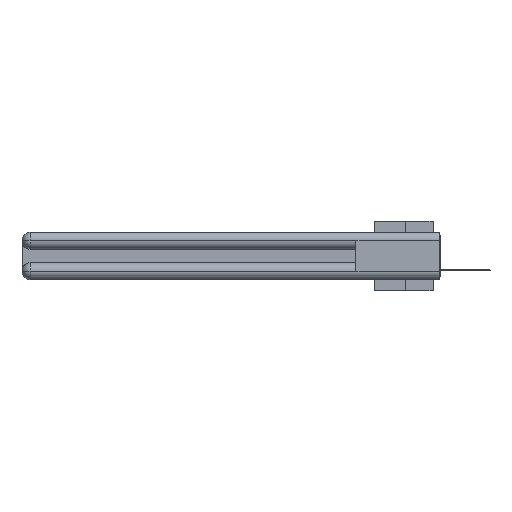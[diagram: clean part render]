
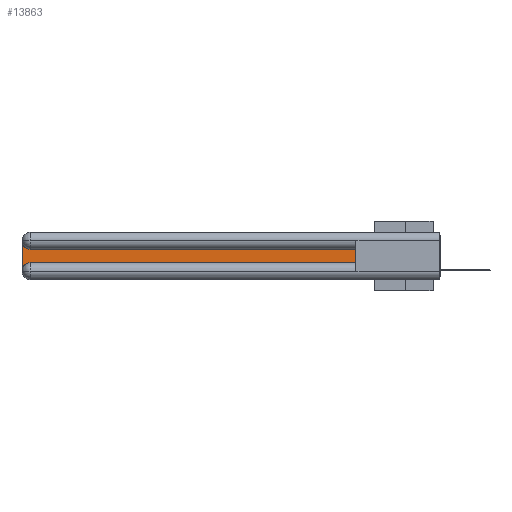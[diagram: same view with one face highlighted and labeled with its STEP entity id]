
A CAD part, left-side view. The second image highlights one B-rep face of the part: STEP entity #13863.
In plain terms, the highlighted planar face has unit normal (-1, 0, 0).
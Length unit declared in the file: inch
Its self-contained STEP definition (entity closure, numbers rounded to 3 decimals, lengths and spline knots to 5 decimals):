
#3408 = VECTOR ( 'NONE', #4769, 39.37008 ) ;
#3606 = VERTEX_POINT ( 'NONE', #34363 ) ;
#3733 = CIRCLE ( 'NONE', #5229, 0.06 ) ;
#4106 = PLANE ( 'NONE',  #31296 ) ;
#4769 = DIRECTION ( 'NONE',  ( 0., 0., 1. ) ) ;
#4994 = EDGE_CURVE ( 'NONE', #3606, #29112, #3733, .T. ) ;
#5229 = AXIS2_PLACEMENT_3D ( 'NONE', #6171, #22842, #8983 ) ;
#5264 = LINE ( 'NONE', #30664, #26374 ) ;
#5443 = VERTEX_POINT ( 'NONE', #34158 ) ;
#5630 = CARTESIAN_POINT ( 'NONE',  ( 0.075, 2.94, -0.0625 ) ) ;
#6171 = CARTESIAN_POINT ( 'NONE',  ( 0.075, 2.94, -0.2775 ) ) ;
#6175 = VECTOR ( 'NONE', #31043, 39.37008 ) ;
#7742 = VERTEX_POINT ( 'NONE', #18351 ) ;
#8191 = ORIENTED_EDGE ( 'NONE', *, *, #11547, .T. ) ;
#8299 = EDGE_LOOP ( 'NONE', ( #29744, #8191, #32005, #35112, #22611, #19178 ) ) ;
#8983 = DIRECTION ( 'NONE',  ( 0., 0., -1. ) ) ;
#9800 = DIRECTION ( 'NONE',  ( 0., 0., -1. ) ) ;
#10446 = DIRECTION ( 'NONE',  ( 0., -1., 0. ) ) ;
#11547 = EDGE_CURVE ( 'NONE', #27319, #5443, #23892, .T. ) ;
#12020 = EDGE_CURVE ( 'NONE', #25403, #27319, #17875, .T. ) ;
#12902 = LINE ( 'NONE', #21306, #3408 ) ;
#13072 = EDGE_CURVE ( 'NONE', #5443, #3606, #5264, .T. ) ;
#13863 = ADVANCED_FACE ( 'NONE', ( #26728 ), #4106, .F. ) ;
#14536 = CARTESIAN_POINT ( 'NONE',  ( 0.075, 0.6, -0.1225 ) ) ;
#17081 = DIRECTION ( 'NONE',  ( 0., 0., -1. ) ) ;
#17641 = LINE ( 'NONE', #34034, #32275 ) ;
#17875 = LINE ( 'NONE', #14536, #6175 ) ;
#18351 = CARTESIAN_POINT ( 'NONE',  ( 0.075, 0.6, -0.2175 ) ) ;
#18778 = DIRECTION ( 'NONE',  ( 0., 0., -1. ) ) ;
#19178 = ORIENTED_EDGE ( 'NONE', *, *, #19373, .T. ) ;
#19373 = EDGE_CURVE ( 'NONE', #7742, #25403, #12902, .T. ) ;
#19495 = DIRECTION ( 'NONE',  ( 1., 0., 0. ) ) ;
#21306 = CARTESIAN_POINT ( 'NONE',  ( 0.075, 0.6, -0.2175 ) ) ;
#22611 = ORIENTED_EDGE ( 'NONE', *, *, #32538, .T. ) ;
#22842 = DIRECTION ( 'NONE',  ( 1., 0., 0. ) ) ;
#23537 = DIRECTION ( 'NONE',  ( 1., 0., 0. ) ) ;
#23892 = CIRCLE ( 'NONE', #28468, 0.06 ) ;
#25403 = VERTEX_POINT ( 'NONE', #29851 ) ;
#26374 = VECTOR ( 'NONE', #17081, 39.37008 ) ;
#26728 = FACE_OUTER_BOUND ( 'NONE', #8299, .T. ) ;
#27319 = VERTEX_POINT ( 'NONE', #34042 ) ;
#28468 = AXIS2_PLACEMENT_3D ( 'NONE', #5630, #19495, #18778 ) ;
#29112 = VERTEX_POINT ( 'NONE', #33563 ) ;
#29744 = ORIENTED_EDGE ( 'NONE', *, *, #12020, .T. ) ;
#29851 = CARTESIAN_POINT ( 'NONE',  ( 0.075, 0.6, -0.1225 ) ) ;
#30664 = CARTESIAN_POINT ( 'NONE',  ( 0.075, 3., -0.2175 ) ) ;
#31043 = DIRECTION ( 'NONE',  ( 0., 1., 0. ) ) ;
#31296 = AXIS2_PLACEMENT_3D ( 'NONE', #31720, #23537, #9800 ) ;
#31720 = CARTESIAN_POINT ( 'NONE',  ( 0.075, 3., -0.1225 ) ) ;
#32005 = ORIENTED_EDGE ( 'NONE', *, *, #13072, .T. ) ;
#32275 = VECTOR ( 'NONE', #10446, 39.37008 ) ;
#32538 = EDGE_CURVE ( 'NONE', #29112, #7742, #17641, .T. ) ;
#33563 = CARTESIAN_POINT ( 'NONE',  ( 0.075, 2.94, -0.2175 ) ) ;
#34034 = CARTESIAN_POINT ( 'NONE',  ( 0.075, 0.6, -0.2175 ) ) ;
#34042 = CARTESIAN_POINT ( 'NONE',  ( 0.075, 2.94, -0.1225 ) ) ;
#34158 = CARTESIAN_POINT ( 'NONE',  ( 0.075, 3., -0.0625 ) ) ;
#34363 = CARTESIAN_POINT ( 'NONE',  ( 0.075, 3., -0.2775 ) ) ;
#35112 = ORIENTED_EDGE ( 'NONE', *, *, #4994, .T. ) ;
